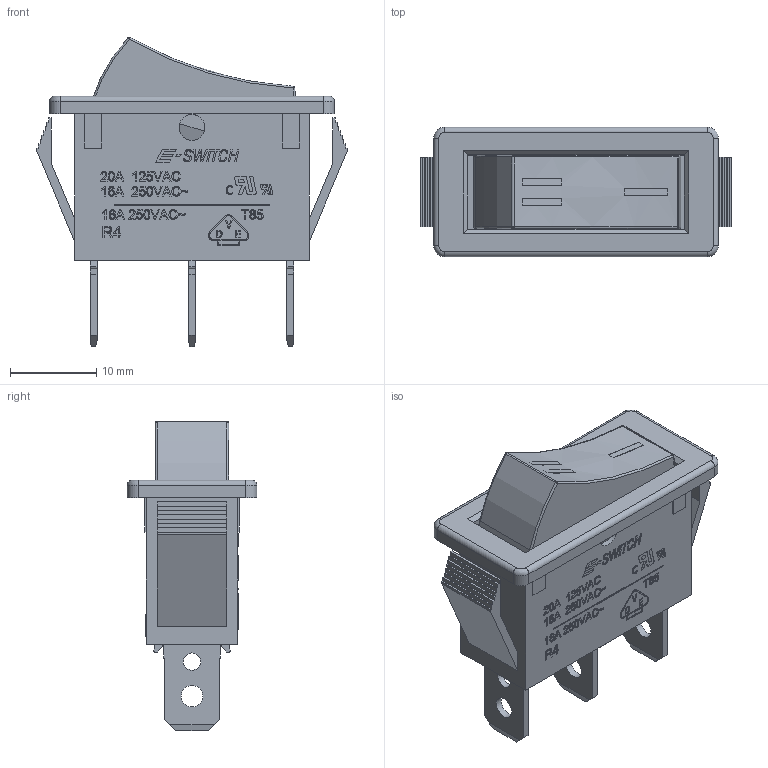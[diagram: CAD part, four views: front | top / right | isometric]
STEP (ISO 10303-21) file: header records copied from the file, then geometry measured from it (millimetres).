
FILE_DESCRIPTION(/* description */ (''),/* implementation_level */ '2;1');
FILE_NAME(/* name */ 'R4CxxxxxxDF0.stp',/* time_stamp */ '2025-05-30T16:36:09-05:00',/* author */ ('mroman'),/* organization */ (''),/* preprocessor_version */ 'ST-DEVELOPER v18.1',/* originating_system */ 'Autodesk Inventor 2022',/* authorisation */ '');
FILE_SCHEMA (('AUTOMOTIVE_DESIGN { 1 0 10303 214 3 1 1 }'));
Length unit declared in the file: centimetre
Products named in the file (1): R4CxxxxxxDF0
Bounding box: 36 x 15 x 35.83 mm (x, y, z)
Volume: 3084.5 mm3; surface area: 6320.6 mm2
Topology: 1 solids, 1 shells, 1030 faces, 2749 edges, 1813 vertices
Faces by surface type: plane 647, bspline 301, cylinder 66, torus 10, sphere 4, cone 2
Full cylindrical faces by diameter (mm): 2 x4, 2.5 x3, 3 x4, 3.4 x1
Entity records: 33355 total; most frequent: CARTESIAN_POINT 9606, ORIENTED_EDGE 5486, DIRECTION 3744, EDGE_CURVE 2743, LINE 1954, VECTOR 1954, VERTEX_POINT 1809, EDGE_LOOP 1140
